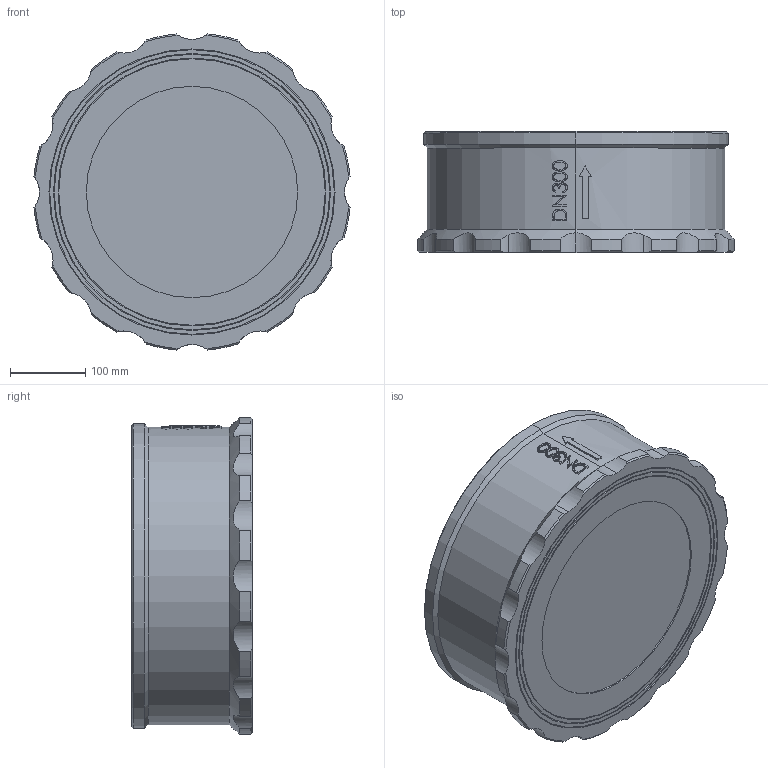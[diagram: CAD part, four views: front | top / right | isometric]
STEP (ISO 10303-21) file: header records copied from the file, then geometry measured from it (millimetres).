
FILE_DESCRIPTION (( 'STEP AP214' ), '1' );
FILE_NAME ('932-300.STEP', '2012-07-03T13:17:05', ( 'rals' ), ( 'Hewlett-Packard Company' ), 'SwSTEP 2.0', 'SolidWorks 2011', '' );
FILE_SCHEMA (( 'AUTOMOTIVE_DESIGN' ));
Length unit declared in the file: millimetre
Products named in the file (1): 932-300
Bounding box: 418.92 x 160 x 418.92 mm (x, y, z)
Volume: 19440350 mm3; surface area: 482489.8 mm2
Topology: 1 solids, 1 shells, 158 faces, 411 edges, 271 vertices
Faces by surface type: cylinder 52, bspline 43, plane 31, cone 22, torus 10
Entity records: 18176 total; most frequent: CARTESIAN_POINT 14632, ORIENTED_EDGE 822, DIRECTION 589, EDGE_CURVE 411, VERTEX_POINT 271, AXIS2_PLACEMENT_3D 251, B_SPLINE_CURVE_WITH_KNOTS 189, EDGE_LOOP 174
